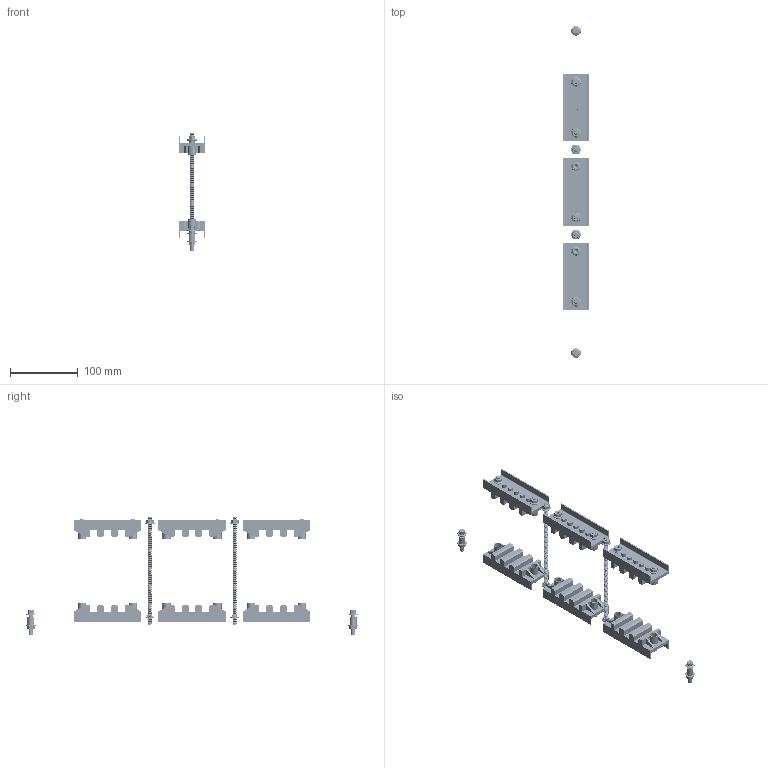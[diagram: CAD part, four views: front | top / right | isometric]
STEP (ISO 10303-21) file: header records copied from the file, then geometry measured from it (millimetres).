
FILE_DESCRIPTION(('STEP AP203'),'1');
FILE_NAME('cabs3-10t-mod.stp','2024-07-12T03:49:15',('TraceParts'),('TraceParts S.A.'),'Spatial InterOp 3D',' ',' ');
FILE_SCHEMA(('CONFIG_CONTROL_DESIGN'));
Length unit declared in the file: millimetre
Products named in the file (1): 1
Bounding box: 39 x 489.2 x 175 mm (x, y, z)
Volume: 260503.5 mm3; surface area: 148702.4 mm2
Topology: 40 solids, 40 shells, 4388 faces, 9440 edges, 5190 vertices
Faces by surface type: cone 2036, cylinder 1260, plane 892, bspline 108, torus 92
Entity records: 119728 total; most frequent: CARTESIAN_POINT 24686, DIRECTION 21268, ORIENTED_EDGE 18840, EDGE_CURVE 9420, AXIS2_PLACEMENT_3D 8296, VERTEX_POINT 5190, LINE 4676, VECTOR 4676
